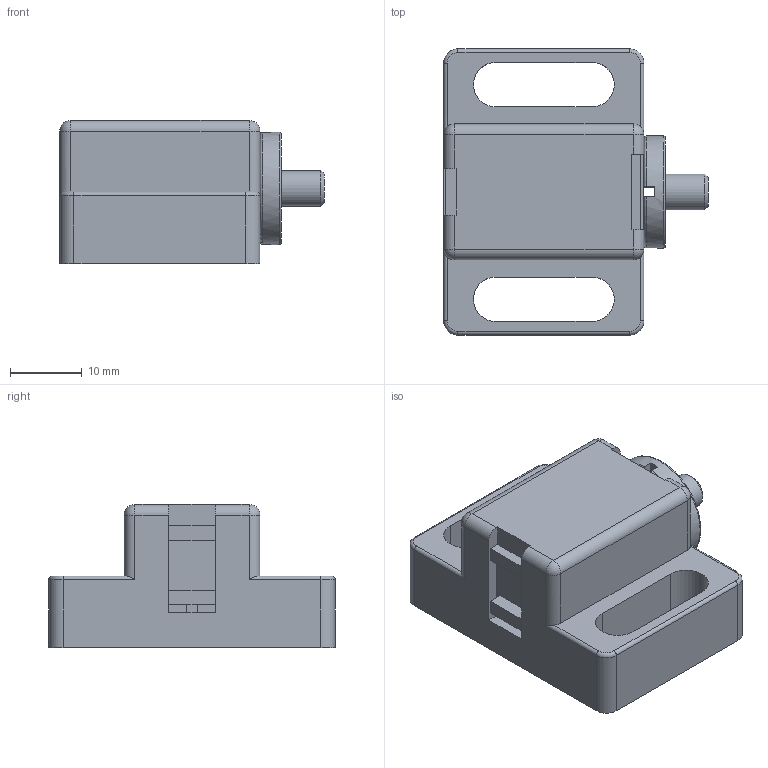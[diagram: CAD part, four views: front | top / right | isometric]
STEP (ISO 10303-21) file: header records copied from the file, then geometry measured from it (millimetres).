
FILE_DESCRIPTION(/* description */ ('STEP AP214'),/* implementation_level */ '2;1');
FILE_NAME(/* name */ '093040S09',/* time_stamp */ '2023-05-04T14:14:06+02:00',/* author */ ('License CC BY-ND 4.0'),/* organization */ ('CADENAS'),/* preprocessor_version */ 'ST-DEVELOPER v19.3',/* originating_system */ 'PARTsolutions',/* authorisation */ ' ');
FILE_SCHEMA (('AUTOMOTIVE_DESIGN {1 0 10303 214 3 1 1}'));
Length unit declared in the file: millimetre
Products named in the file (3): 093040S09; 093040S092; 093040S091
Assembly tree (2 placements, depth 2):
  093040S09
    093040S092
    093040S091
Bounding box: 37 x 40 x 20 mm (x, y, z)
Volume: 11870.2 mm3; surface area: 7418.7 mm2
Topology: 2 solids, 2 shells, 104 faces, 300 edges, 186 vertices
Faces by surface type: plane 62, cylinder 30, torus 7, sphere 4, cone 1
Full cylindrical faces by diameter (mm): 5 x1, 15.7 x1
Entity records: 4056 total; most frequent: CARTESIAN_POINT 611, ORIENTED_EDGE 582, DIRECTION 564, EDGE_CURVE 291, LINE 216, VECTOR 216, VERTEX_POINT 185, AXIS2_PLACEMENT_3D 174
